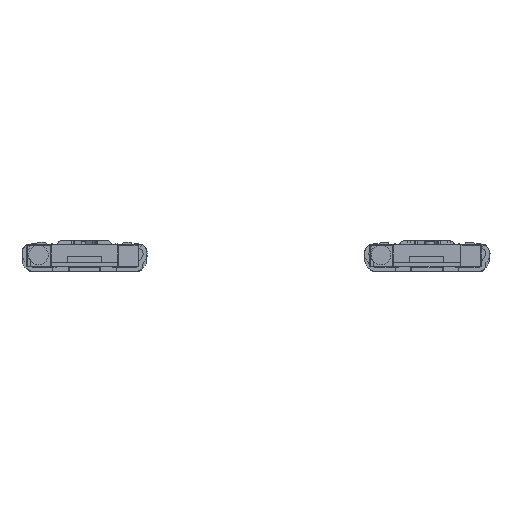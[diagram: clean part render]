
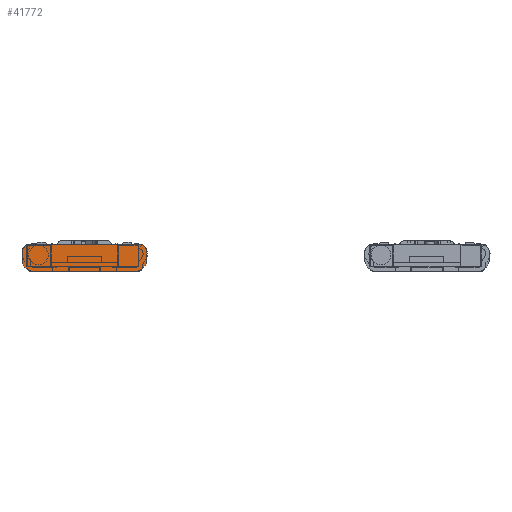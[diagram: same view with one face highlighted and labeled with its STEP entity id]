
A CAD part, left-side view. The second image highlights one B-rep face of the part: STEP entity #41772.
In plain terms, the highlighted planar face has unit normal (-1, 0, 0).
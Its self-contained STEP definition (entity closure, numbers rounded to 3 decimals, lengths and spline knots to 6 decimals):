
#3754=CIRCLE('',#47392,0.003);
#3755=CIRCLE('',#47393,0.003);
#3756=CIRCLE('',#47394,0.005);
#3757=CIRCLE('',#47395,0.005);
#5531=FACE_OUTER_BOUND('',#7702,.T.);
#7702=EDGE_LOOP('',(#34975,#34976,#34977,#34978,#34979,#34980,#34981,#34982));
#11059=LINE('',#83194,#14978);
#11060=LINE('',#83198,#14979);
#11061=LINE('',#83202,#14980);
#11062=LINE('',#83206,#14981);
#14978=VECTOR('',#56366,0.003);
#14979=VECTOR('',#56369,0.045);
#14980=VECTOR('',#56372,0.003);
#14981=VECTOR('',#56375,0.041);
#19064=VERTEX_POINT('',#83192);
#19065=VERTEX_POINT('',#83193);
#19066=VERTEX_POINT('',#83195);
#19067=VERTEX_POINT('',#83197);
#19068=VERTEX_POINT('',#83199);
#19069=VERTEX_POINT('',#83201);
#19070=VERTEX_POINT('',#83203);
#19071=VERTEX_POINT('',#83205);
#24607=EDGE_CURVE('',#19064,#19065,#11059,.T.);
#24608=EDGE_CURVE('',#19065,#19066,#3754,.T.);
#24609=EDGE_CURVE('',#19066,#19067,#11060,.T.);
#24610=EDGE_CURVE('',#19067,#19068,#3755,.T.);
#24611=EDGE_CURVE('',#19069,#19068,#11061,.T.);
#24612=EDGE_CURVE('',#19069,#19070,#3756,.T.);
#24613=EDGE_CURVE('',#19071,#19070,#11062,.T.);
#24614=EDGE_CURVE('',#19071,#19064,#3757,.T.);
#34975=ORIENTED_EDGE('',*,*,#24607,.T.);
#34976=ORIENTED_EDGE('',*,*,#24608,.T.);
#34977=ORIENTED_EDGE('',*,*,#24609,.T.);
#34978=ORIENTED_EDGE('',*,*,#24610,.T.);
#34979=ORIENTED_EDGE('',*,*,#24611,.F.);
#34980=ORIENTED_EDGE('',*,*,#24612,.T.);
#34981=ORIENTED_EDGE('',*,*,#24613,.F.);
#34982=ORIENTED_EDGE('',*,*,#24614,.T.);
#40025=PLANE('',#47391);
#41772=ADVANCED_FACE('',(#5531),#40025,.F.);
#47391=AXIS2_PLACEMENT_3D('',#83191,#56364,#56365);
#47392=AXIS2_PLACEMENT_3D('',#83196,#56367,#56368);
#47393=AXIS2_PLACEMENT_3D('',#83200,#56370,#56371);
#47394=AXIS2_PLACEMENT_3D('',#83204,#56373,#56374);
#47395=AXIS2_PLACEMENT_3D('',#83207,#56376,#56377);
#56364=DIRECTION('center_axis',(1.,0.,0.));
#56365=DIRECTION('ref_axis',(0.,0.,-1.));
#56366=DIRECTION('',(0.,0.,1.));
#56367=DIRECTION('center_axis',(-1.,0.,0.));
#56368=DIRECTION('ref_axis',(0.,0.,1.));
#56369=DIRECTION('',(0.,1.,0.));
#56370=DIRECTION('center_axis',(-1.,0.,0.));
#56371=DIRECTION('ref_axis',(0.,0.,-1.));
#56372=DIRECTION('',(0.,0.,1.));
#56373=DIRECTION('center_axis',(-1.,0.,0.));
#56374=DIRECTION('ref_axis',(0.,0.,1.));
#56375=DIRECTION('',(0.,1.,0.));
#56376=DIRECTION('center_axis',(-1.,0.,0.));
#56377=DIRECTION('ref_axis',(0.,0.,-1.));
#83191=CARTESIAN_POINT('Origin',(2.458436,6.310036,-0.005098));
#83192=CARTESIAN_POINT('',(2.458436,6.310036,-0.000098));
#83193=CARTESIAN_POINT('',(2.458436,6.310036,0.002902));
#83194=CARTESIAN_POINT('',(2.458436,6.310036,-0.000098));
#83195=CARTESIAN_POINT('',(2.458436,6.313036,0.005902));
#83196=CARTESIAN_POINT('Origin',(2.458436,6.313036,0.002902));
#83197=CARTESIAN_POINT('',(2.458436,6.358036,0.005902));
#83198=CARTESIAN_POINT('',(2.458436,6.313036,0.005902));
#83199=CARTESIAN_POINT('',(2.458436,6.361036,0.002902));
#83200=CARTESIAN_POINT('Origin',(2.458436,6.358036,0.002902));
#83201=CARTESIAN_POINT('',(2.458436,6.361036,-0.000098));
#83202=CARTESIAN_POINT('',(2.458436,6.361036,-0.000098));
#83203=CARTESIAN_POINT('',(2.458436,6.356036,-0.005098));
#83204=CARTESIAN_POINT('Origin',(2.458436,6.356036,-0.000098));
#83205=CARTESIAN_POINT('',(2.458436,6.315036,-0.005098));
#83206=CARTESIAN_POINT('',(2.458436,6.315036,-0.005098));
#83207=CARTESIAN_POINT('Origin',(2.458436,6.315036,-0.000098));
